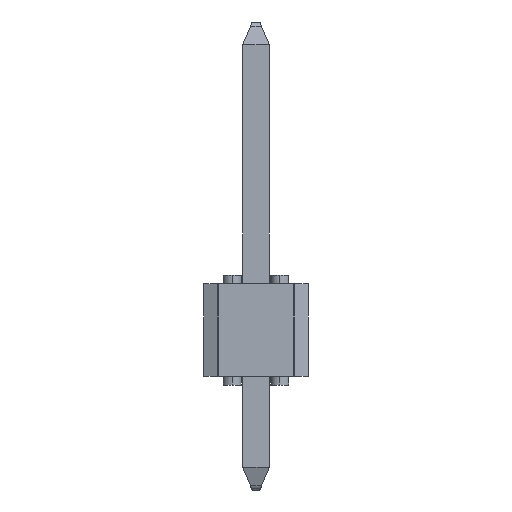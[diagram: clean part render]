
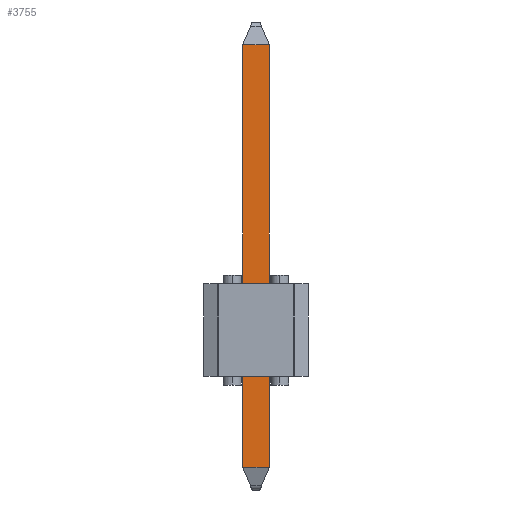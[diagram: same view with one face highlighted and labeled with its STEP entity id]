
A CAD part, left-side view. The second image highlights one B-rep face of the part: STEP entity #3755.
In plain terms, the highlighted planar face has unit normal (-1, 0, 0).
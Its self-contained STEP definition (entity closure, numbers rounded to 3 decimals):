
#76 = EDGE_CURVE ( 'NONE', #10737, #11010, #1762, .T. ) ;
#685 = VECTOR ( 'NONE', #1402, 1000. ) ;
#764 = AXIS2_PLACEMENT_3D ( 'NONE', #2790, #2750, #2738 ) ;
#777 = CARTESIAN_POINT ( 'NONE',  ( 13.188, -3.639, 2.573 ) ) ;
#995 = EDGE_CURVE ( 'NONE', #11489, #10737, #4182, .T. ) ;
#1193 = EDGE_CURVE ( 'NONE', #11489, #11677, #8430, .T. ) ;
#1373 = VECTOR ( 'NONE', #8274, 1000. ) ;
#1402 = DIRECTION ( 'NONE',  ( 0., 0., -1. ) ) ;
#1467 = CARTESIAN_POINT ( 'NONE',  ( 13.188, -3.639, -7.697 ) ) ;
#1762 = LINE ( 'NONE', #2021, #1373 ) ;
#2021 = CARTESIAN_POINT ( 'NONE',  ( 13.188, -3.022, -3.322 ) ) ;
#2109 = CARTESIAN_POINT ( 'NONE',  ( 13.188, -3.639, -7.167 ) ) ;
#2569 = CARTESIAN_POINT ( 'NONE',  ( 13.188, -3.022, 2.573 ) ) ;
#2711 = ORIENTED_EDGE ( 'NONE', *, *, #1193, .F. ) ;
#2738 = DIRECTION ( 'NONE',  ( 0., 0., 1. ) ) ;
#2750 = DIRECTION ( 'NONE',  ( -1., 0., 0. ) ) ;
#2790 = CARTESIAN_POINT ( 'NONE',  ( 13.188, -3.33, -3.322 ) ) ;
#2822 = ORIENTED_EDGE ( 'NONE', *, *, #995, .T. ) ;
#2887 = ORIENTED_EDGE ( 'NONE', *, *, #76, .T. ) ;
#2990 = ORIENTED_EDGE ( 'NONE', *, *, #13613, .T. ) ;
#2995 = DIRECTION ( 'NONE',  ( 0., -1., 0. ) ) ;
#3600 = PLANE ( 'NONE',  #764 ) ;
#3755 = ADVANCED_FACE ( 'NONE', ( #7153 ), #3600, .T. ) ;
#3823 = VECTOR ( 'NONE', #6121, 1000. ) ;
#4085 = EDGE_LOOP ( 'NONE', ( #2711, #2822, #2887, #2990 ) ) ;
#4182 = LINE ( 'NONE', #6217, #3823 ) ;
#5784 = LINE ( 'NONE', #11819, #13953 ) ;
#6121 = DIRECTION ( 'NONE',  ( 0., 1., 0. ) ) ;
#6217 = CARTESIAN_POINT ( 'NONE',  ( 13.188, -3.33, 2.573 ) ) ;
#7153 = FACE_OUTER_BOUND ( 'NONE', #4085, .T. ) ;
#8274 = DIRECTION ( 'NONE',  ( 0., 0., -1. ) ) ;
#8430 = LINE ( 'NONE', #1467, #685 ) ;
#10737 = VERTEX_POINT ( 'NONE', #2569 ) ;
#11010 = VERTEX_POINT ( 'NONE', #12691 ) ;
#11489 = VERTEX_POINT ( 'NONE', #777 ) ;
#11677 = VERTEX_POINT ( 'NONE', #2109 ) ;
#11819 = CARTESIAN_POINT ( 'NONE',  ( 13.188, -3.33, -7.167 ) ) ;
#12691 = CARTESIAN_POINT ( 'NONE',  ( 13.188, -3.022, -7.167 ) ) ;
#13613 = EDGE_CURVE ( 'NONE', #11010, #11677, #5784, .T. ) ;
#13953 = VECTOR ( 'NONE', #2995, 1000. ) ;
